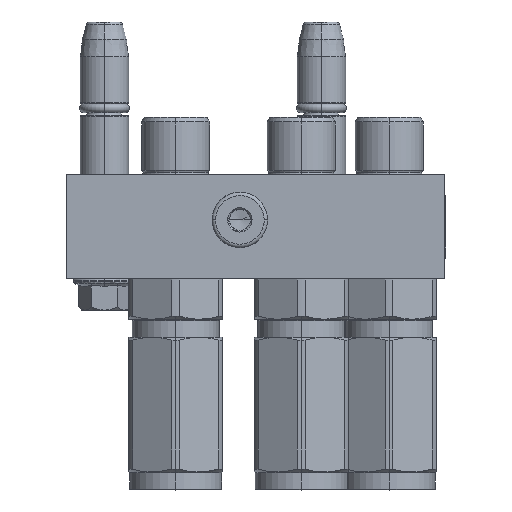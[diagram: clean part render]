
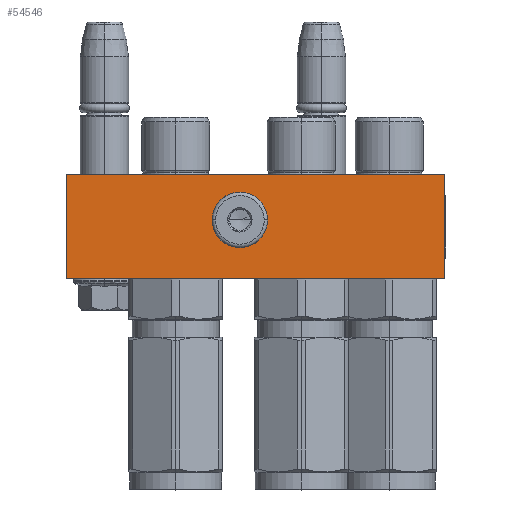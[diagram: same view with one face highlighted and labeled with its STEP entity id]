
A CAD part, front view. The second image highlights one B-rep face of the part: STEP entity #54546.
In plain terms, the highlighted face is planar.
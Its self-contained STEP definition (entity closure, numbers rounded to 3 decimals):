
#214 = EDGE_LOOP ( 'NONE', ( #11584, #41754, #5912, #32809 ) ) ;
#1688 = FACE_OUTER_BOUND ( 'NONE', #214, .T. ) ;
#2298 = CARTESIAN_POINT ( 'NONE',  ( -3.135, 7.916, -50. ) ) ;
#4037 = VERTEX_POINT ( 'NONE', #51877 ) ;
#4236 = CARTESIAN_POINT ( 'NONE',  ( 54.5, 30., -50. ) ) ;
#4563 = B_SPLINE_CURVE_WITH_KNOTS ( 'NONE', 3,
 ( #57395, #62121, #9077, #68040, #8599, #19591, #8840, #56949, #67577, #46615, #29945, #14447, #35343, #46383, #46838, #36048, #14010, #51775, #57165, #24989, #62575, #25218, #62807, #30652, #52246, #37200 ),
 .UNSPECIFIED., .F., .F.,
 ( 4, 2, 2, 2, 2, 2, 2, 2, 2, 2, 2, 2, 4 ),
 ( 0., 0.031, 0.062, 0.125, 0.25, 0.375, 0.5, 0.625, 0.75, 0.875, 0.906, 0.937, 1. ),
 .UNSPECIFIED. ) ;
#4933 = EDGE_CURVE ( 'NONE', #69670, #4037, #38557, .T. ) ;
#5423 = LINE ( 'NONE', #58001, #19659 ) ;
#5527 = CARTESIAN_POINT ( 'NONE',  ( -8.675, 9.793, -50. ) ) ;
#5912 = ORIENTED_EDGE ( 'NONE', *, *, #6018, .F. ) ;
#6018 = EDGE_CURVE ( 'NONE', #69670, #28013, #33326, .T. ) ;
#7106 = B_SPLINE_CURVE_WITH_KNOTS ( 'NONE', 3,
 ( #26840, #21437, #26152, #15860, #58583, #63986, #32278, #31820, #5527, #53397, #69441, #10243, #37442, #21193 ),
 .UNSPECIFIED., .F., .F.,
 ( 4, 2, 2, 2, 2, 2, 4 ),
 ( 0., 0.031, 0.063, 0.125, 0.25, 0.375, 0.5 ),
 .UNSPECIFIED. ) ;
#7467 = CARTESIAN_POINT ( 'NONE',  ( -3.815, 7.78, -50. ) ) ;
#8374 = ORIENTED_EDGE ( 'NONE', *, *, #60235, .T. ) ;
#8599 = CARTESIAN_POINT ( 'NONE',  ( 0.653, 13.85, -50. ) ) ;
#8840 = CARTESIAN_POINT ( 'NONE',  ( 0.454, 14.681, -50. ) ) ;
#9077 = CARTESIAN_POINT ( 'NONE',  ( 0.711, 13.344, -50. ) ) ;
#9980 = AXIS2_PLACEMENT_3D ( 'NONE', #68221, #25642, #62763 ) ;
#10243 = CARTESIAN_POINT ( 'NONE',  ( -5.865, 7.915, -50. ) ) ;
#11399 = ORIENTED_EDGE ( 'NONE', *, *, #28017, .T. ) ;
#11584 = ORIENTED_EDGE ( 'NONE', *, *, #33205, .T. ) ;
#12877 = CARTESIAN_POINT ( 'NONE',  ( -1.293, 8.825, -50. ) ) ;
#14010 = CARTESIAN_POINT ( 'NONE',  ( -7.707, 17.175, -50. ) ) ;
#14203 = CARTESIAN_POINT ( 'NONE',  ( -9.72, 13., -50. ) ) ;
#14447 = CARTESIAN_POINT ( 'NONE',  ( -3.135, 18.085, -50. ) ) ;
#14641 = PLANE ( 'NONE',  #9980 ) ;
#15860 = CARTESIAN_POINT ( 'NONE',  ( -9.678, 12.317, -50. ) ) ;
#17110 = B_SPLINE_CURVE_WITH_KNOTS ( 'NONE', 3,
 ( #34201, #7467, #2298, #45028, #12877, #50901, #61683, #45256, #50429, #18251, #34664, #55795, #23621, #66649 ),
 .UNSPECIFIED., .F., .F.,
 ( 4, 2, 2, 2, 2, 2, 4 ),
 ( 0.5, 0.625, 0.75, 0.875, 0.906, 0.938, 1. ),
 .UNSPECIFIED. ) ;
#18251 = CARTESIAN_POINT ( 'NONE',  ( 0.545, 11.647, -50. ) ) ;
#19591 = CARTESIAN_POINT ( 'NONE',  ( 0.553, 14.354, -50. ) ) ;
#19659 = VECTOR ( 'NONE', #68866, 1000. ) ;
#20064 = CARTESIAN_POINT ( 'NONE',  ( 0.72, 13., -50. ) ) ;
#20624 = DIRECTION ( 'NONE',  ( 0., 1., 0. ) ) ;
#21193 = CARTESIAN_POINT ( 'NONE',  ( -4.5, 7.78, -50. ) ) ;
#21437 = CARTESIAN_POINT ( 'NONE',  ( -9.72, 12.827, -50. ) ) ;
#23174 = CARTESIAN_POINT ( 'NONE',  ( -4.5, 7.78, -50. ) ) ;
#23621 = CARTESIAN_POINT ( 'NONE',  ( 0.719, 12.654, -50. ) ) ;
#24180 = CARTESIAN_POINT ( 'NONE',  ( -54.5, 30., -50. ) ) ;
#24989 = CARTESIAN_POINT ( 'NONE',  ( -9.388, 14.84, -50. ) ) ;
#25218 = CARTESIAN_POINT ( 'NONE',  ( -9.545, 14.353, -50. ) ) ;
#25642 = DIRECTION ( 'NONE',  ( 0., 0., -1. ) ) ;
#26152 = CARTESIAN_POINT ( 'NONE',  ( -9.711, 12.656, -50. ) ) ;
#26840 = CARTESIAN_POINT ( 'NONE',  ( -9.72, 13., -50. ) ) ;
#28013 = VERTEX_POINT ( 'NONE', #35581 ) ;
#28017 = EDGE_CURVE ( 'NONE', #55529, #67140, #4563, .T. ) ;
#29945 = CARTESIAN_POINT ( 'NONE',  ( -1.87, 17.56, -50. ) ) ;
#30652 = CARTESIAN_POINT ( 'NONE',  ( -9.686, 13.685, -50. ) ) ;
#31820 = CARTESIAN_POINT ( 'NONE',  ( -9.061, 10.37, -50. ) ) ;
#31897 = VERTEX_POINT ( 'NONE', #23174 ) ;
#32198 = CARTESIAN_POINT ( 'NONE',  ( 54.5, 0., -50. ) ) ;
#32278 = CARTESIAN_POINT ( 'NONE',  ( -9.454, 11.319, -50. ) ) ;
#32809 = ORIENTED_EDGE ( 'NONE', *, *, #4933, .T. ) ;
#33205 = EDGE_CURVE ( 'NONE', #4037, #58679, #5423, .T. ) ;
#33326 = LINE ( 'NONE', #42020, #68679 ) ;
#34201 = CARTESIAN_POINT ( 'NONE',  ( -4.5, 7.78, -50. ) ) ;
#34664 = CARTESIAN_POINT ( 'NONE',  ( 0.586, 11.815, -50. ) ) ;
#35343 = CARTESIAN_POINT ( 'NONE',  ( -3.815, 18.22, -50. ) ) ;
#35581 = CARTESIAN_POINT ( 'NONE',  ( 54.5, 30., -50. ) ) ;
#36048 = CARTESIAN_POINT ( 'NONE',  ( -7.13, 17.561, -50. ) ) ;
#36642 = EDGE_LOOP ( 'NONE', ( #62149, #8374, #11399 ) ) ;
#37200 = CARTESIAN_POINT ( 'NONE',  ( -9.72, 13., -50. ) ) ;
#37442 = CARTESIAN_POINT ( 'NONE',  ( -5.185, 7.78, -50. ) ) ;
#38557 = LINE ( 'NONE', #32198, #56230 ) ;
#41754 = ORIENTED_EDGE ( 'NONE', *, *, #55992, .F. ) ;
#42020 = CARTESIAN_POINT ( 'NONE',  ( 54.5, 0., -50. ) ) ;
#42978 = DIRECTION ( 'NONE',  ( -1., 0., 0. ) ) ;
#45028 = CARTESIAN_POINT ( 'NONE',  ( -1.87, 8.439, -50. ) ) ;
#45084 = LINE ( 'NONE', #4236, #67775 ) ;
#45256 = CARTESIAN_POINT ( 'NONE',  ( 0.388, 11.16, -50. ) ) ;
#46222 = FACE_BOUND ( 'NONE', #36642, .T. ) ;
#46383 = CARTESIAN_POINT ( 'NONE',  ( -5.185, 18.22, -50. ) ) ;
#46615 = CARTESIAN_POINT ( 'NONE',  ( -1.293, 17.175, -50. ) ) ;
#46838 = CARTESIAN_POINT ( 'NONE',  ( -5.865, 18.084, -50. ) ) ;
#50429 = CARTESIAN_POINT ( 'NONE',  ( 0.446, 11.321, -50. ) ) ;
#50901 = CARTESIAN_POINT ( 'NONE',  ( -0.325, 9.793, -50. ) ) ;
#51775 = CARTESIAN_POINT ( 'NONE',  ( -8.675, 16.207, -50. ) ) ;
#51877 = CARTESIAN_POINT ( 'NONE',  ( -54.5, 0., -50. ) ) ;
#52246 = CARTESIAN_POINT ( 'NONE',  ( -9.719, 13.346, -50. ) ) ;
#53397 = CARTESIAN_POINT ( 'NONE',  ( -7.707, 8.825, -50. ) ) ;
#54546 = ADVANCED_FACE ( 'NONE', ( #46222, #1688 ), #14641, .T. ) ;
#55529 = VERTEX_POINT ( 'NONE', #20064 ) ;
#55795 = CARTESIAN_POINT ( 'NONE',  ( 0.686, 12.315, -50. ) ) ;
#55992 = EDGE_CURVE ( 'NONE', #28013, #58679, #45084, .T. ) ;
#56230 = VECTOR ( 'NONE', #42978, 1000. ) ;
#56874 = EDGE_CURVE ( 'NONE', #67140, #31897, #7106, .T. ) ;
#56949 = CARTESIAN_POINT ( 'NONE',  ( 0.061, 15.63, -50. ) ) ;
#57165 = CARTESIAN_POINT ( 'NONE',  ( -9.061, 15.629, -50. ) ) ;
#57395 = CARTESIAN_POINT ( 'NONE',  ( 0.72, 13., -50. ) ) ;
#57718 = CARTESIAN_POINT ( 'NONE',  ( 54.5, 0., -50. ) ) ;
#58001 = CARTESIAN_POINT ( 'NONE',  ( -54.5, 0., -50. ) ) ;
#58583 = CARTESIAN_POINT ( 'NONE',  ( -9.653, 12.15, -50. ) ) ;
#58679 = VERTEX_POINT ( 'NONE', #24180 ) ;
#60235 = EDGE_CURVE ( 'NONE', #31897, #55529, #17110, .T. ) ;
#61683 = CARTESIAN_POINT ( 'NONE',  ( 0.061, 10.371, -50. ) ) ;
#62121 = CARTESIAN_POINT ( 'NONE',  ( 0.72, 13.173, -50. ) ) ;
#62149 = ORIENTED_EDGE ( 'NONE', *, *, #56874, .T. ) ;
#62575 = CARTESIAN_POINT ( 'NONE',  ( -9.446, 14.679, -50. ) ) ;
#62763 = DIRECTION ( 'NONE',  ( -1., 0., 0. ) ) ;
#62807 = CARTESIAN_POINT ( 'NONE',  ( -9.586, 14.185, -50. ) ) ;
#63143 = DIRECTION ( 'NONE',  ( -1., 0., 0. ) ) ;
#63986 = CARTESIAN_POINT ( 'NONE',  ( -9.553, 11.646, -50. ) ) ;
#66649 = CARTESIAN_POINT ( 'NONE',  ( 0.72, 13., -50. ) ) ;
#67140 = VERTEX_POINT ( 'NONE', #14203 ) ;
#67577 = CARTESIAN_POINT ( 'NONE',  ( -0.325, 16.207, -50. ) ) ;
#67775 = VECTOR ( 'NONE', #63143, 1000. ) ;
#68040 = CARTESIAN_POINT ( 'NONE',  ( 0.678, 13.683, -50. ) ) ;
#68221 = CARTESIAN_POINT ( 'NONE',  ( 54.5, 0., -50. ) ) ;
#68679 = VECTOR ( 'NONE', #20624, 1000. ) ;
#68866 = DIRECTION ( 'NONE',  ( 0., 1., 0. ) ) ;
#69441 = CARTESIAN_POINT ( 'NONE',  ( -7.13, 8.44, -50. ) ) ;
#69670 = VERTEX_POINT ( 'NONE', #57718 ) ;
